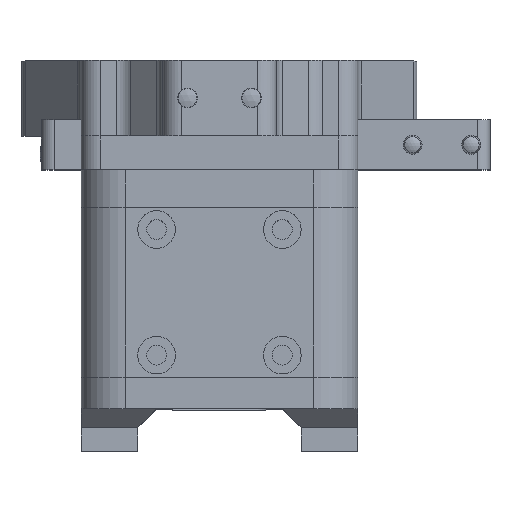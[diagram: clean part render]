
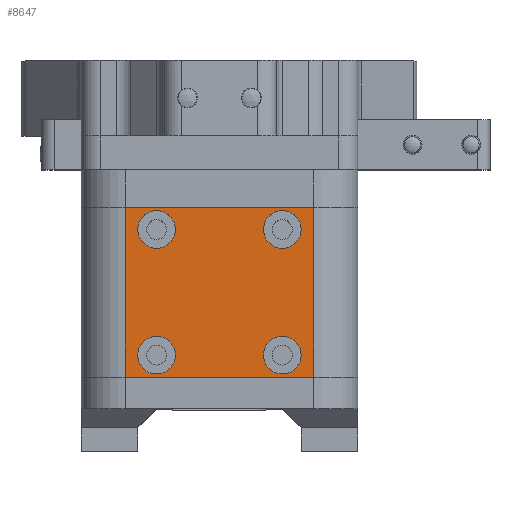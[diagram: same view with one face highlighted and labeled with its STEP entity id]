
A CAD part, top view. The second image highlights one B-rep face of the part: STEP entity #8647.
In plain terms, the highlighted planar face has unit normal (0, 0, 1).
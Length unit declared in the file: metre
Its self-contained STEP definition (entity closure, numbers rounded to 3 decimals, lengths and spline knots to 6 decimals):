
#647=LINE('',#14866,#1494);
#652=LINE('',#14886,#1499);
#659=LINE('',#14949,#1506);
#660=LINE('',#14950,#1507);
#1494=VECTOR('',#11377,1.);
#1499=VECTOR('',#11392,1.);
#1506=VECTOR('',#11469,1.);
#1507=VECTOR('',#11470,1.);
#1922=CIRCLE('',#9474,0.003);
#1923=CIRCLE('',#9476,0.003);
#1924=CIRCLE('',#9478,0.003);
#1925=CIRCLE('',#9480,0.003);
#2486=PLANE('',#9481);
#4347=ORIENTED_EDGE('',*,*,#5789,.F.);
#4348=ORIENTED_EDGE('',*,*,#5788,.F.);
#4349=ORIENTED_EDGE('',*,*,#5787,.F.);
#4350=ORIENTED_EDGE('',*,*,#5786,.F.);
#4351=ORIENTED_EDGE('',*,*,#5764,.T.);
#4352=ORIENTED_EDGE('',*,*,#5790,.T.);
#4353=ORIENTED_EDGE('',*,*,#5755,.F.);
#4354=ORIENTED_EDGE('',*,*,#5791,.T.);
#5755=EDGE_CURVE('',#6653,#6654,#647,.T.);
#5764=EDGE_CURVE('',#6663,#6662,#652,.T.);
#5786=EDGE_CURVE('',#6680,#6680,#1922,.T.);
#5787=EDGE_CURVE('',#6681,#6681,#1923,.T.);
#5788=EDGE_CURVE('',#6682,#6682,#1924,.T.);
#5789=EDGE_CURVE('',#6683,#6683,#1925,.T.);
#5790=EDGE_CURVE('',#6662,#6654,#659,.F.);
#5791=EDGE_CURVE('',#6653,#6663,#660,.T.);
#6653=VERTEX_POINT('',#14867);
#6654=VERTEX_POINT('',#14868);
#6662=VERTEX_POINT('',#14885);
#6663=VERTEX_POINT('',#14887);
#6680=VERTEX_POINT('',#14938);
#6681=VERTEX_POINT('',#14941);
#6682=VERTEX_POINT('',#14944);
#6683=VERTEX_POINT('',#14947);
#7408=EDGE_LOOP('',(#4347));
#7409=EDGE_LOOP('',(#4348));
#7410=EDGE_LOOP('',(#4349));
#7411=EDGE_LOOP('',(#4350));
#7412=EDGE_LOOP('',(#4351,#4352,#4353,#4354));
#8091=FACE_BOUND('',#7408,.T.);
#8092=FACE_BOUND('',#7409,.T.);
#8093=FACE_BOUND('',#7410,.T.);
#8094=FACE_BOUND('',#7411,.T.);
#8095=FACE_BOUND('',#7412,.T.);
#8647=ADVANCED_FACE('',(#8091,#8092,#8093,#8094,#8095),#2486,.T.);
#9474=AXIS2_PLACEMENT_3D('',#14937,#11453,#11454);
#9476=AXIS2_PLACEMENT_3D('',#14940,#11457,#11458);
#9478=AXIS2_PLACEMENT_3D('',#14943,#11461,#11462);
#9480=AXIS2_PLACEMENT_3D('',#14946,#11465,#11466);
#9481=AXIS2_PLACEMENT_3D('',#14948,#11467,#11468);
#11377=DIRECTION('',(-1.,0.,0.));
#11392=DIRECTION('',(-1.,0.,0.));
#11453=DIRECTION('',(0.,0.,1.));
#11454=DIRECTION('',(1.,0.,0.));
#11457=DIRECTION('',(0.,0.,1.));
#11458=DIRECTION('',(1.,0.,0.));
#11461=DIRECTION('',(0.,0.,1.));
#11462=DIRECTION('',(1.,0.,0.));
#11465=DIRECTION('',(0.,0.,1.));
#11466=DIRECTION('',(1.,0.,0.));
#11467=DIRECTION('',(0.,0.,1.));
#11468=DIRECTION('',(1.,0.,0.));
#11469=DIRECTION('',(0.,1.,0.));
#11470=DIRECTION('',(0.,1.,0.));
#14866=CARTESIAN_POINT('',(0.,-0.0135,0.013));
#14867=CARTESIAN_POINT('',(0.015,-0.0135,0.013));
#14868=CARTESIAN_POINT('',(-0.015,-0.0135,0.013));
#14885=CARTESIAN_POINT('',(-0.015,0.0135,0.013));
#14886=CARTESIAN_POINT('',(0.,0.0135,0.013));
#14887=CARTESIAN_POINT('',(0.015,0.0135,0.013));
#14937=CARTESIAN_POINT('',(0.01,0.01,0.013));
#14938=CARTESIAN_POINT('',(0.013,0.01,0.013));
#14940=CARTESIAN_POINT('',(0.01,-0.01,0.013));
#14941=CARTESIAN_POINT('',(0.013,-0.01,0.013));
#14943=CARTESIAN_POINT('',(-0.01,-0.01,0.013));
#14944=CARTESIAN_POINT('',(-0.007,-0.01,0.013));
#14946=CARTESIAN_POINT('',(-0.01,0.01,0.013));
#14947=CARTESIAN_POINT('',(-0.007,0.01,0.013));
#14948=CARTESIAN_POINT('',(0.,0.,0.013));
#14949=CARTESIAN_POINT('',(-0.015,0.,0.013));
#14950=CARTESIAN_POINT('',(0.015,0.0135,0.013));
